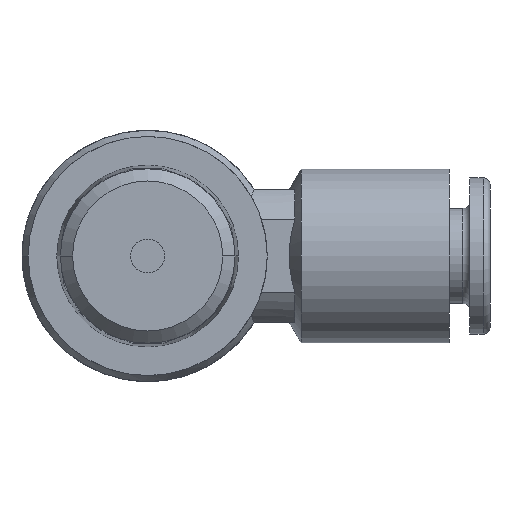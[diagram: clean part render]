
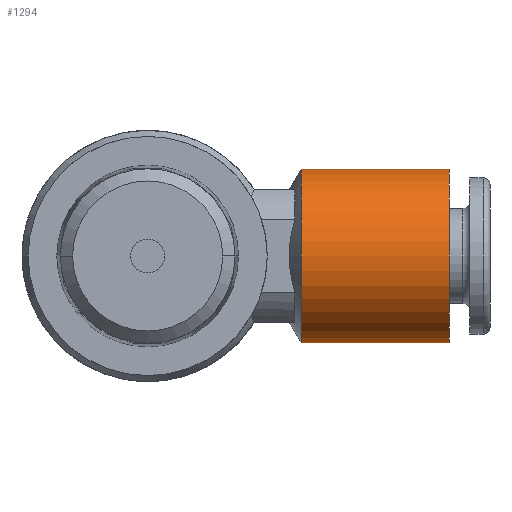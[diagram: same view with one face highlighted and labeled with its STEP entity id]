
A CAD part, front view. The second image highlights one B-rep face of the part: STEP entity #1294.
In plain terms, the highlighted cylindrical face has radius 6.4 mm (diameter 12.8 mm), a partial arc.
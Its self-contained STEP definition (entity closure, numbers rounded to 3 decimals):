
#157 = EDGE_CURVE ( 'NONE', #594, #2729, #2682, .T. ) ;
#380 = DIRECTION ( 'NONE',  ( 0., 0., 1. ) ) ;
#398 = CARTESIAN_POINT ( 'NONE',  ( 10.423, 12.1, 6.4 ) ) ;
#412 = DIRECTION ( 'NONE',  ( -1., 0., 0. ) ) ;
#414 = ORIENTED_EDGE ( 'NONE', *, *, #1401, .T. ) ;
#478 = CARTESIAN_POINT ( 'NONE',  ( 10.423, 12.1, -6.4 ) ) ;
#594 = VERTEX_POINT ( 'NONE', #815 ) ;
#633 = VECTOR ( 'NONE', #2488, 1000. ) ;
#653 = DIRECTION ( 'NONE',  ( -1., 0., 0. ) ) ;
#734 = CIRCLE ( 'NONE', #2225, 6.4 ) ;
#815 = CARTESIAN_POINT ( 'NONE',  ( 22.2, 12.1, -6.4 ) ) ;
#930 = ORIENTED_EDGE ( 'NONE', *, *, #1039, .T. ) ;
#1039 = EDGE_CURVE ( 'NONE', #1710, #1915, #1318, .T. ) ;
#1050 = CARTESIAN_POINT ( 'NONE',  ( 11.289, 12.1, 6.4 ) ) ;
#1254 = DIRECTION ( 'NONE',  ( -1., 0., 0. ) ) ;
#1294 = ADVANCED_FACE ( 'NONE', ( #2623 ), #1478, .T. ) ;
#1318 = LINE ( 'NONE', #398, #633 ) ;
#1321 = DIRECTION ( 'NONE',  ( -1., 0., 0. ) ) ;
#1369 = AXIS2_PLACEMENT_3D ( 'NONE', #2502, #412, #380 ) ;
#1401 = EDGE_CURVE ( 'NONE', #594, #1710, #734, .T. ) ;
#1475 = AXIS2_PLACEMENT_3D ( 'NONE', #1901, #653, #2123 ) ;
#1478 = CYLINDRICAL_SURFACE ( 'NONE', #1369, 6.4 ) ;
#1681 = CARTESIAN_POINT ( 'NONE',  ( 22.2, 12.1, 0. ) ) ;
#1710 = VERTEX_POINT ( 'NONE', #2226 ) ;
#1901 = CARTESIAN_POINT ( 'NONE',  ( 11.289, 12.1, 0. ) ) ;
#1909 = CARTESIAN_POINT ( 'NONE',  ( 11.289, 12.1, -6.4 ) ) ;
#1915 = VERTEX_POINT ( 'NONE', #1050 ) ;
#1995 = EDGE_LOOP ( 'NONE', ( #2254, #414, #930, #2307 ) ) ;
#2106 = VECTOR ( 'NONE', #1321, 1000. ) ;
#2123 = DIRECTION ( 'NONE',  ( 0., 0., 1. ) ) ;
#2139 = EDGE_CURVE ( 'NONE', #2729, #1915, #2378, .T. ) ;
#2225 = AXIS2_PLACEMENT_3D ( 'NONE', #1681, #1254, #2736 ) ;
#2226 = CARTESIAN_POINT ( 'NONE',  ( 22.2, 12.1, 6.4 ) ) ;
#2254 = ORIENTED_EDGE ( 'NONE', *, *, #157, .F. ) ;
#2307 = ORIENTED_EDGE ( 'NONE', *, *, #2139, .F. ) ;
#2378 = CIRCLE ( 'NONE', #1475, 6.4 ) ;
#2488 = DIRECTION ( 'NONE',  ( -1., 0., 0. ) ) ;
#2502 = CARTESIAN_POINT ( 'NONE',  ( 10.423, 12.1, 0. ) ) ;
#2623 = FACE_OUTER_BOUND ( 'NONE', #1995, .T. ) ;
#2682 = LINE ( 'NONE', #478, #2106 ) ;
#2729 = VERTEX_POINT ( 'NONE', #1909 ) ;
#2736 = DIRECTION ( 'NONE',  ( 0., 0., 1. ) ) ;
